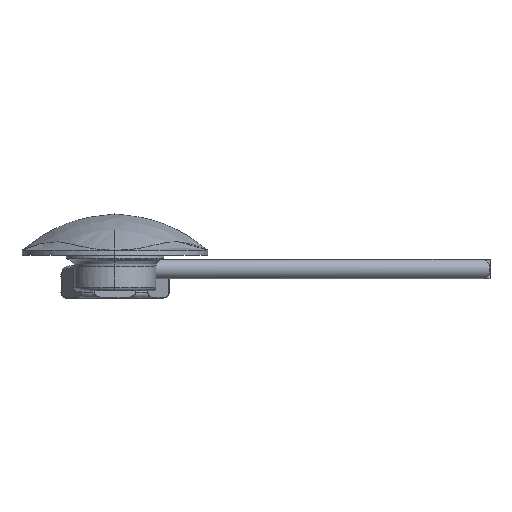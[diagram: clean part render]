
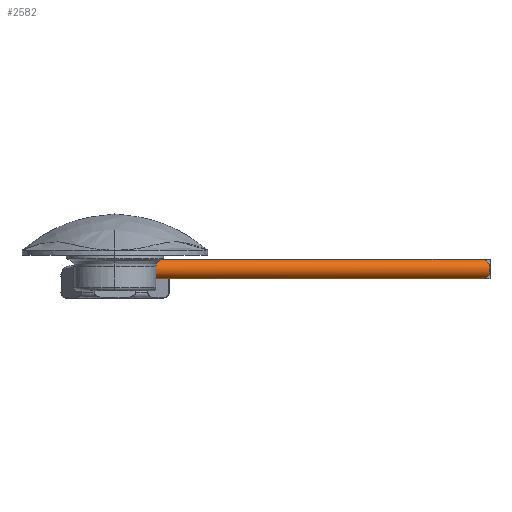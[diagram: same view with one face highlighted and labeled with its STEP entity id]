
A CAD part, left-side view. The second image highlights one B-rep face of the part: STEP entity #2582.
In plain terms, the highlighted cylindrical face has radius 0.711 mm (diameter 1.422 mm), a partial arc.
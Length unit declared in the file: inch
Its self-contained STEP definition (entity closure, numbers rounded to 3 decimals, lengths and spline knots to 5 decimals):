
#179 = EDGE_CURVE ( 'NONE', #2174, #3882, #1779, .T. ) ;
#540 = FACE_OUTER_BOUND ( 'NONE', #1140, .T. ) ;
#632 = CARTESIAN_POINT ( 'NONE',  ( -0.032, -0.08, -0.04 ) ) ;
#643 = CARTESIAN_POINT ( 'NONE',  ( -0.032, -1.06, -0.068 ) ) ;
#692 = CARTESIAN_POINT ( 'NONE',  ( -0.032, -0.08, -0.012 ) ) ;
#852 = VECTOR ( 'NONE', #1230, 39.37008 ) ;
#860 = ORIENTED_EDGE ( 'NONE', *, *, #1224, .F. ) ;
#938 = DIRECTION ( 'NONE',  ( 0., 0., 1. ) ) ;
#1090 = CARTESIAN_POINT ( 'NONE',  ( -0.032, -1.06, -0.012 ) ) ;
#1140 = EDGE_LOOP ( 'NONE', ( #860, #2660, #1943, #3126 ) ) ;
#1224 = EDGE_CURVE ( 'NONE', #3597, #2626, #1445, .T. ) ;
#1230 = DIRECTION ( 'NONE',  ( 0., -1., 0. ) ) ;
#1445 = LINE ( 'NONE', #692, #3812 ) ;
#1779 = LINE ( 'NONE', #3089, #852 ) ;
#1796 = CARTESIAN_POINT ( 'NONE',  ( -0.088, -1.1, -0.012 ) ) ;
#1820 = CARTESIAN_POINT ( 'NONE',  ( -0.032, -1.06, -0.068 ) ) ;
#1943 = ORIENTED_EDGE ( 'NONE', *, *, #179, .T. ) ;
#1963 = CARTESIAN_POINT ( 'NONE',  ( -0.032, -0.08, -0.068 ) ) ;
#2050 = EDGE_CURVE ( 'NONE', #3597, #2174, #3518, .T. ) ;
#2174 = VERTEX_POINT ( 'NONE', #1963 ) ;
#2246 = DIRECTION ( 'NONE',  ( 0., -1., 0. ) ) ;
#2314 = CARTESIAN_POINT ( 'NONE',  ( -0.032, -0.08, -0.04 ) ) ;
#2582 = ADVANCED_FACE ( 'NONE', ( #540 ), #2821, .T. ) ;
#2626 = VERTEX_POINT ( 'NONE', #1090 ) ;
#2660 = ORIENTED_EDGE ( 'NONE', *, *, #2050, .T. ) ;
#2729 = CARTESIAN_POINT ( 'NONE',  ( -0.032, -1.06, -0.012 ) ) ;
#2751 = AXIS2_PLACEMENT_3D ( 'NONE', #632, #2797, #938 ) ;
#2797 = DIRECTION ( 'NONE',  ( 0., -1., 0. ) ) ;
#2821 = CYLINDRICAL_SURFACE ( 'NONE', #2881, 0.028 ) ;
#2881 = AXIS2_PLACEMENT_3D ( 'NONE', #2314, #3215, #2930 ) ;
#2930 = DIRECTION ( 'NONE',  ( 0., 0., -1. ) ) ;
#3089 = CARTESIAN_POINT ( 'NONE',  ( -0.032, -0.08, -0.068 ) ) ;
#3104 =( BOUNDED_CURVE ( )  B_SPLINE_CURVE ( 3, ( #2729, #1796, #3639, #1820 ),
 .UNSPECIFIED., .F., .T. ) 
 B_SPLINE_CURVE_WITH_KNOTS ( ( 4, 4 ),
 ( 4.71239, 7.85398 ),
 .UNSPECIFIED. ) 
 CURVE ( )  GEOMETRIC_REPRESENTATION_ITEM ( )  RATIONAL_B_SPLINE_CURVE ( ( 1., 0.333, 0.333, 1. ) ) 
 REPRESENTATION_ITEM ( '' )  );
#3126 = ORIENTED_EDGE ( 'NONE', *, *, #3799, .F. ) ;
#3215 = DIRECTION ( 'NONE',  ( 0., -1., 0. ) ) ;
#3335 = CARTESIAN_POINT ( 'NONE',  ( -0.032, -0.08, -0.012 ) ) ;
#3518 = CIRCLE ( 'NONE', #2751, 0.028 ) ;
#3597 = VERTEX_POINT ( 'NONE', #3335 ) ;
#3639 = CARTESIAN_POINT ( 'NONE',  ( -0.088, -1.1, -0.068 ) ) ;
#3799 = EDGE_CURVE ( 'NONE', #2626, #3882, #3104, .T. ) ;
#3812 = VECTOR ( 'NONE', #2246, 39.37008 ) ;
#3882 = VERTEX_POINT ( 'NONE', #643 ) ;
